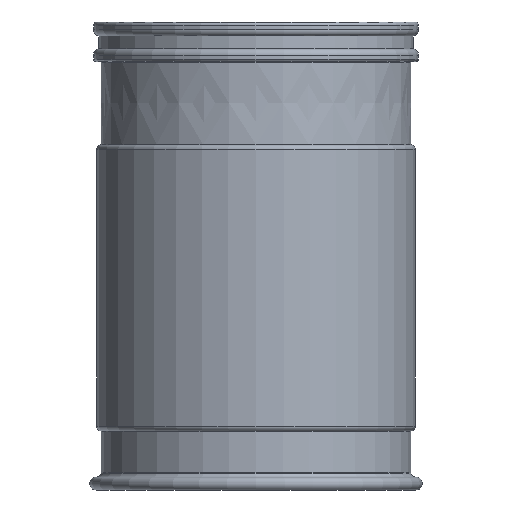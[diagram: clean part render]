
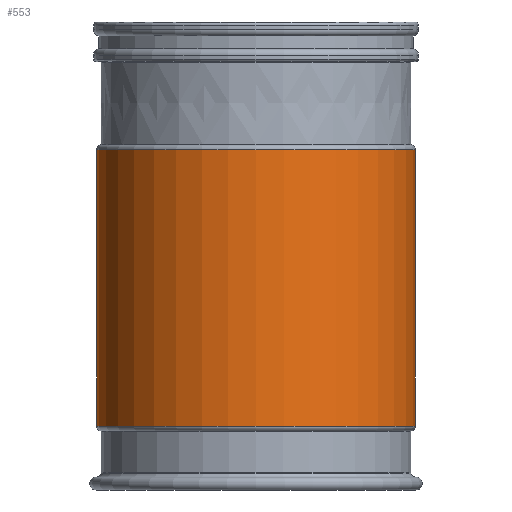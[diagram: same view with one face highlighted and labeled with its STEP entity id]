
A CAD part, front view. The second image highlights one B-rep face of the part: STEP entity #553.
In plain terms, the highlighted cylindrical face has radius 124.522 mm (diameter 249.045 mm), a full revolution.
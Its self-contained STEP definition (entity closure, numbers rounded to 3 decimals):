
#81=FACE_OUTER_BOUND('',#127,.T.);
#127=EDGE_LOOP('',(#438,#439,#440,#441));
#160=LINE('',#999,#178);
#178=VECTOR('',#806,124.523);
#216=CIRCLE('',#644,124.523);
#217=CIRCLE('',#645,124.523);
#267=VERTEX_POINT('',#996);
#268=VERTEX_POINT('',#998);
#325=EDGE_CURVE('',#267,#267,#216,.T.);
#326=EDGE_CURVE('',#267,#268,#160,.T.);
#327=EDGE_CURVE('',#268,#268,#217,.T.);
#438=ORIENTED_EDGE('',*,*,#325,.F.);
#439=ORIENTED_EDGE('',*,*,#326,.T.);
#440=ORIENTED_EDGE('',*,*,#327,.T.);
#441=ORIENTED_EDGE('',*,*,#326,.F.);
#526=CYLINDRICAL_SURFACE('',#643,124.523);
#553=ADVANCED_FACE('',(#81),#526,.T.);
#643=AXIS2_PLACEMENT_3D('',#995,#802,#803);
#644=AXIS2_PLACEMENT_3D('',#997,#804,#805);
#645=AXIS2_PLACEMENT_3D('',#1000,#807,#808);
#802=DIRECTION('center_axis',(0.,0.,-1.));
#803=DIRECTION('ref_axis',(-1.,0.,0.));
#804=DIRECTION('center_axis',(0.,0.,-1.));
#805=DIRECTION('ref_axis',(1.,0.,0.));
#806=DIRECTION('',(0.,0.,1.));
#807=DIRECTION('center_axis',(0.,0.,-1.));
#808=DIRECTION('ref_axis',(1.,0.,0.));
#995=CARTESIAN_POINT('Origin',(0.,0.,153.));
#996=CARTESIAN_POINT('',(124.523,0.,45.));
#997=CARTESIAN_POINT('Origin',(0.,0.,45.));
#998=CARTESIAN_POINT('',(124.523,0.,261.));
#999=CARTESIAN_POINT('',(124.523,0.,153.));
#1000=CARTESIAN_POINT('Origin',(0.,0.,261.));
